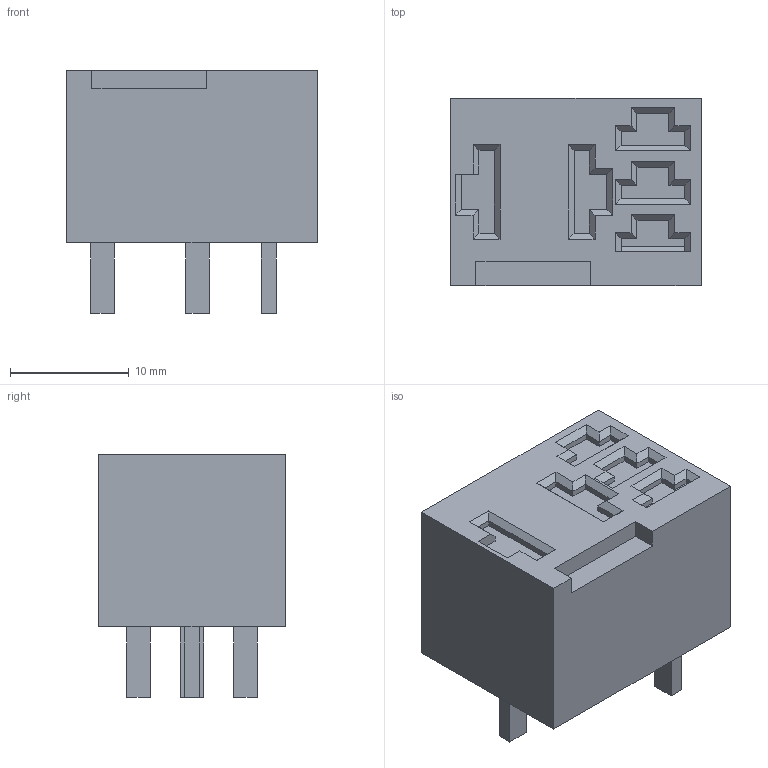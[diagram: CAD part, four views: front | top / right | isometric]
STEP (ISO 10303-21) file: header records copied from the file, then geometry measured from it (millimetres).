
FILE_DESCRIPTION((''),'2;1');
FILE_NAME('C-1393310-2','2011-03-15T',('workeradm'),('Tyco Electronics Ltd.'),'PRO/ENGINEER BY PARAMETRIC TECHNOLOGY CORPORATION, 2009300','PRO/ENGINEER BY PARAMETRIC TECHNOLOGY CORPORATION, 2009300','');
FILE_SCHEMA(('AUTOMOTIVE_DESIGN { 1 0 10303 214 1 1 1 1 }'));
Length unit declared in the file: millimetre
Products named in the file (1): C-1393310-2
Bounding box: 21.06 x 15.72 x 20.45 mm (x, y, z)
Volume: 4779.5 mm3; surface area: 1992.1 mm2
Topology: 1 solids, 1 shells, 119 faces, 283 edges, 176 vertices
Faces by surface type: plane 119
Entity records: 3575 total; most frequent: CARTESIAN_POINT 580, ORIENTED_EDGE 566, DIRECTION 521, VECTOR 283, LINE 283, EDGE_CURVE 283, VERTEX_POINT 176, EDGE_LOOP 129
